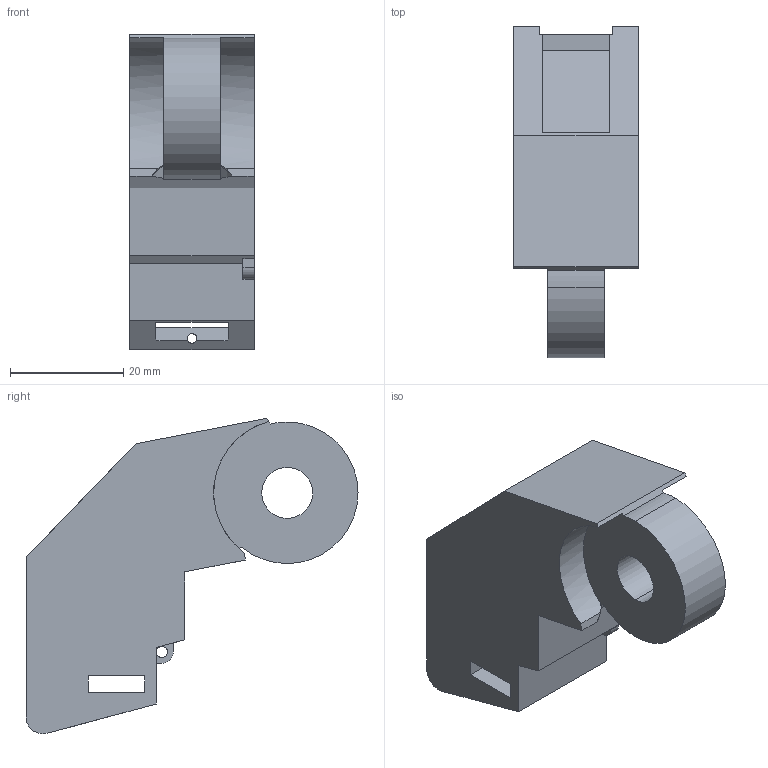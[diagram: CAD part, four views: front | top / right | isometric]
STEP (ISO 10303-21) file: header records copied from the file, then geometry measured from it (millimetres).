
FILE_DESCRIPTION (( 'STEP AP203' ), '1' );
FILE_NAME ('neck-top.STEP', '2019-10-22T11:32:58', ( '' ), ( '' ), 'SwSTEP 2.0', 'SolidWorks 2013', '' );
FILE_SCHEMA (( 'CONFIG_CONTROL_DESIGN' ));
Length unit declared in the file: millimetre
Products named in the file (1): neck-top
Bounding box: 22 x 58.64 x 55.71 mm (x, y, z)
Volume: 24928 mm3; surface area: 9472.6 mm2
Topology: 1 solids, 1 shells, 69 faces, 202 edges, 133 vertices
Faces by surface type: plane 49, cylinder 15, bspline 3, cone 2
Entity records: 2451 total; most frequent: CARTESIAN_POINT 529, ORIENTED_EDGE 404, DIRECTION 354, EDGE_CURVE 202, LINE 154, VECTOR 154, VERTEX_POINT 133, AXIS2_PLACEMENT_3D 100
